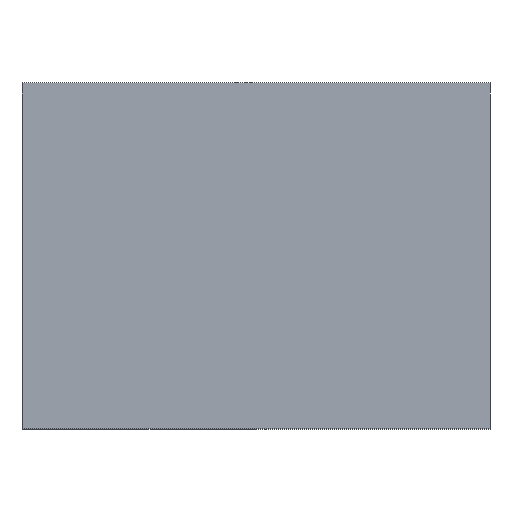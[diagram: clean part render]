
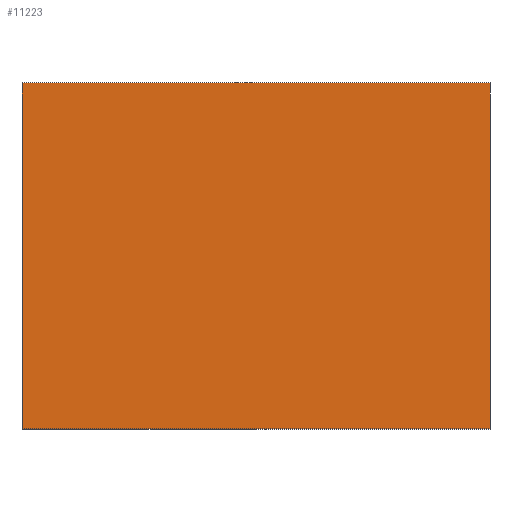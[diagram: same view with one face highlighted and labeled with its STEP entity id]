
A CAD part, top view. The second image highlights one B-rep face of the part: STEP entity #11223.
In plain terms, the highlighted planar face has unit normal (0, 0, 1).
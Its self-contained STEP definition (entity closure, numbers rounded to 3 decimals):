
#342 = ORIENTED_EDGE ( 'NONE', *, *, #23096, .T. ) ;
#761 = EDGE_CURVE ( 'NONE', #20365, #13200, #6361, .T. ) ;
#905 = CARTESIAN_POINT ( 'NONE',  ( 46., -34., 8. ) ) ;
#1119 = CARTESIAN_POINT ( 'NONE',  ( 0., 0., 8. ) ) ;
#1126 = DIRECTION ( 'NONE',  ( 0., -1., 0. ) ) ;
#1924 = CARTESIAN_POINT ( 'NONE',  ( 0., 0., 8. ) ) ;
#3132 = DIRECTION ( 'NONE',  ( 0., 1., 0. ) ) ;
#3289 = PLANE ( 'NONE',  #11367 ) ;
#3388 = ORIENTED_EDGE ( 'NONE', *, *, #761, .T. ) ;
#4143 = DIRECTION ( 'NONE',  ( 1., 0., 0. ) ) ;
#4885 = LINE ( 'NONE', #905, #6897 ) ;
#5266 = DIRECTION ( 'NONE',  ( -1., 0., 0. ) ) ;
#5481 = ORIENTED_EDGE ( 'NONE', *, *, #5899, .T. ) ;
#5521 = CARTESIAN_POINT ( 'NONE',  ( 46., 0., 8. ) ) ;
#5899 = EDGE_CURVE ( 'NONE', #6962, #20365, #22311, .T. ) ;
#6361 = LINE ( 'NONE', #12215, #7341 ) ;
#6897 = VECTOR ( 'NONE', #3132, 1000. ) ;
#6962 = VERTEX_POINT ( 'NONE', #5521 ) ;
#7341 = VECTOR ( 'NONE', #1126, 1000. ) ;
#10899 = DIRECTION ( 'NONE',  ( 0., 0., 1. ) ) ;
#11018 = FACE_OUTER_BOUND ( 'NONE', #20232, .T. ) ;
#11223 = ADVANCED_FACE ( 'NONE', ( #11018 ), #3289, .T. ) ;
#11243 = CARTESIAN_POINT ( 'NONE',  ( 46., 0., 8. ) ) ;
#11367 = AXIS2_PLACEMENT_3D ( 'NONE', #1924, #10899, #18493 ) ;
#12215 = CARTESIAN_POINT ( 'NONE',  ( 0., -34., 8. ) ) ;
#13200 = VERTEX_POINT ( 'NONE', #17956 ) ;
#13241 = CARTESIAN_POINT ( 'NONE',  ( 46., -34., 8. ) ) ;
#13353 = LINE ( 'NONE', #20832, #14879 ) ;
#14879 = VECTOR ( 'NONE', #4143, 1000. ) ;
#17913 = VERTEX_POINT ( 'NONE', #13241 ) ;
#17956 = CARTESIAN_POINT ( 'NONE',  ( 0., -34., 8. ) ) ;
#18493 = DIRECTION ( 'NONE',  ( 1., 0., 0. ) ) ;
#20232 = EDGE_LOOP ( 'NONE', ( #20676, #5481, #3388, #342 ) ) ;
#20365 = VERTEX_POINT ( 'NONE', #1119 ) ;
#20676 = ORIENTED_EDGE ( 'NONE', *, *, #21525, .T. ) ;
#20832 = CARTESIAN_POINT ( 'NONE',  ( 46., -34., 8. ) ) ;
#21525 = EDGE_CURVE ( 'NONE', #17913, #6962, #4885, .T. ) ;
#21625 = VECTOR ( 'NONE', #5266, 1000. ) ;
#22311 = LINE ( 'NONE', #11243, #21625 ) ;
#23096 = EDGE_CURVE ( 'NONE', #13200, #17913, #13353, .T. ) ;
